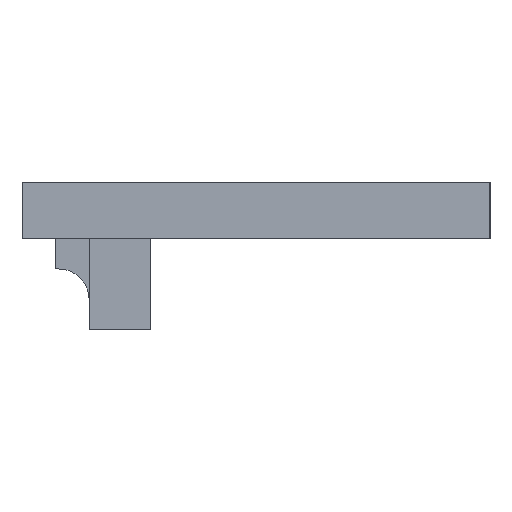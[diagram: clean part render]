
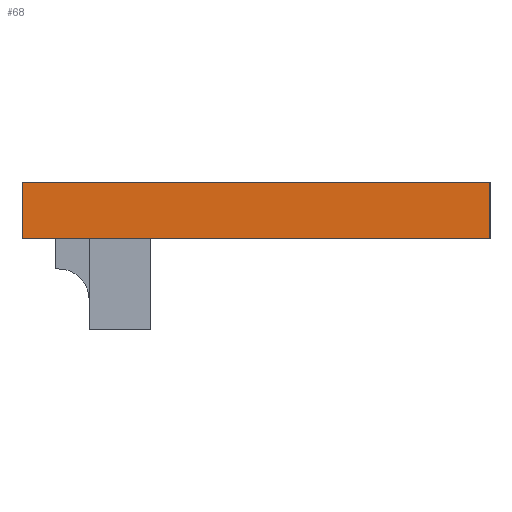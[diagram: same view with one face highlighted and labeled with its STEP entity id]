
A CAD part, left-side view. The second image highlights one B-rep face of the part: STEP entity #68.
In plain terms, the highlighted planar face has unit normal (-1, 0, 0).
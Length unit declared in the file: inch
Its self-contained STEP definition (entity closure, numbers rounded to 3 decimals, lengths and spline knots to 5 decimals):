
#68 = ADVANCED_FACE ( 'NONE', ( #1071 ), #1921, .F. ) ;
#130 = CARTESIAN_POINT ( 'NONE',  ( 0., 0., 0. ) ) ;
#149 = VERTEX_POINT ( 'NONE', #130 ) ;
#382 = EDGE_LOOP ( 'NONE', ( #3105, #5276, #645, #3545 ) ) ;
#475 = DIRECTION ( 'NONE',  ( 0., 0., -1. ) ) ;
#494 = DIRECTION ( 'NONE',  ( 0., 0., -1. ) ) ;
#513 = CARTESIAN_POINT ( 'NONE',  ( 0., 0., 0.185 ) ) ;
#520 = CARTESIAN_POINT ( 'NONE',  ( 0., 1.534, 0. ) ) ;
#645 = ORIENTED_EDGE ( 'NONE', *, *, #1661, .F. ) ;
#814 = CARTESIAN_POINT ( 'NONE',  ( 0., 1.534, 0.185 ) ) ;
#1056 = CARTESIAN_POINT ( 'NONE',  ( 0., 0., 0. ) ) ;
#1071 = FACE_OUTER_BOUND ( 'NONE', #382, .T. ) ;
#1424 = DIRECTION ( 'NONE',  ( 1., 0., 0. ) ) ;
#1447 = LINE ( 'NONE', #1056, #5874 ) ;
#1469 = DIRECTION ( 'NONE',  ( 0., -1., 0. ) ) ;
#1661 = EDGE_CURVE ( 'NONE', #2154, #5736, #4839, .T. ) ;
#1921 = PLANE ( 'NONE',  #3363 ) ;
#2007 = LINE ( 'NONE', #5818, #3935 ) ;
#2154 = VERTEX_POINT ( 'NONE', #814 ) ;
#2235 = CARTESIAN_POINT ( 'NONE',  ( 0., 0., 0.185 ) ) ;
#2910 = LINE ( 'NONE', #3892, #3758 ) ;
#2982 = DIRECTION ( 'NONE',  ( 0., -1., 0. ) ) ;
#3105 = ORIENTED_EDGE ( 'NONE', *, *, #3349, .T. ) ;
#3315 = VERTEX_POINT ( 'NONE', #520 ) ;
#3349 = EDGE_CURVE ( 'NONE', #3315, #149, #1447, .T. ) ;
#3363 = AXIS2_PLACEMENT_3D ( 'NONE', #5790, #1424, #5079 ) ;
#3545 = ORIENTED_EDGE ( 'NONE', *, *, #4424, .T. ) ;
#3758 = VECTOR ( 'NONE', #475, 39.37008 ) ;
#3892 = CARTESIAN_POINT ( 'NONE',  ( 0., 1.534, 0.185 ) ) ;
#3935 = VECTOR ( 'NONE', #494, 39.37008 ) ;
#4424 = EDGE_CURVE ( 'NONE', #2154, #3315, #2910, .T. ) ;
#4839 = LINE ( 'NONE', #513, #5710 ) ;
#5079 = DIRECTION ( 'NONE',  ( 0., 0., -1. ) ) ;
#5276 = ORIENTED_EDGE ( 'NONE', *, *, #5396, .F. ) ;
#5396 = EDGE_CURVE ( 'NONE', #5736, #149, #2007, .T. ) ;
#5710 = VECTOR ( 'NONE', #1469, 39.37008 ) ;
#5736 = VERTEX_POINT ( 'NONE', #2235 ) ;
#5790 = CARTESIAN_POINT ( 'NONE',  ( 0., 0., 0.185 ) ) ;
#5818 = CARTESIAN_POINT ( 'NONE',  ( 0., 0., 0.185 ) ) ;
#5874 = VECTOR ( 'NONE', #2982, 39.37008 ) ;
